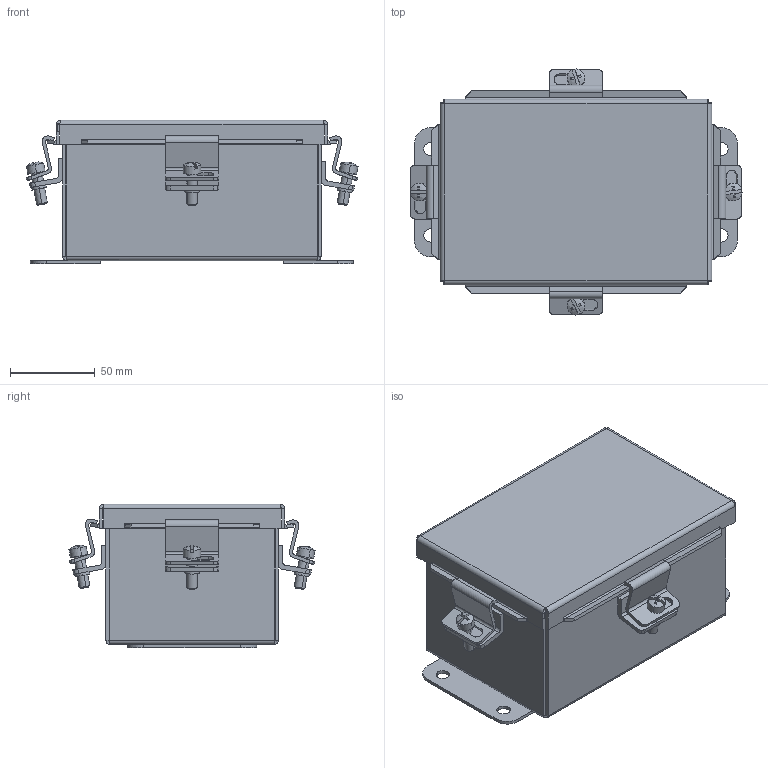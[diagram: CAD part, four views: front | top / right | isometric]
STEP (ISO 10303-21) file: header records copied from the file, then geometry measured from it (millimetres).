
FILE_DESCRIPTION (( 'STEP AP214' ), '1' );
FILE_NAME ('BN4060403AL.STEP', '2016-02-02T18:59:54', ( '' ), ( '' ), 'SwSTEP 2.0', 'SolidWorks 2014', '' );
FILE_SCHEMA (( 'AUTOMOTIVE_DESIGN' ));
Length unit declared in the file: inch
Products named in the file (10): C2002_1; 3887_1; BN4060403AL; 34846_1; BN4060403ALBKP_1; 38830_1; BN40604ALLID_1; 316160_1; 3086_1; 372135_1
Assembly tree (23 placements, depth 2):
  BN4060403AL
    3887_1  x4
    C2002_1  x4
    372135_1  x4
    3086_1  x4
    316160_1  x2
    BN40604ALLID_1
    38830_1
    BN4060403ALBKP_1
    34846_1  x2
Bounding box: 195.72 x 145.06 x 84.75 mm (x, y, z)
Volume: 222779.8 mm3; surface area: 222033.7 mm2
Topology: 23 solids, 23 shells, 533 faces, 1296 edges, 818 vertices
Faces by surface type: plane 295, cylinder 176, cone 26, bspline 24, sphere 8, torus 4
Entity records: 13852 total; most frequent: CARTESIAN_POINT 3087, ORIENTED_EDGE 1352, DIRECTION 1340, EDGE_CURVE 676, VECTOR 488, LINE 488, AXIS2_PLACEMENT_3D 426, VERTEX_POINT 415
